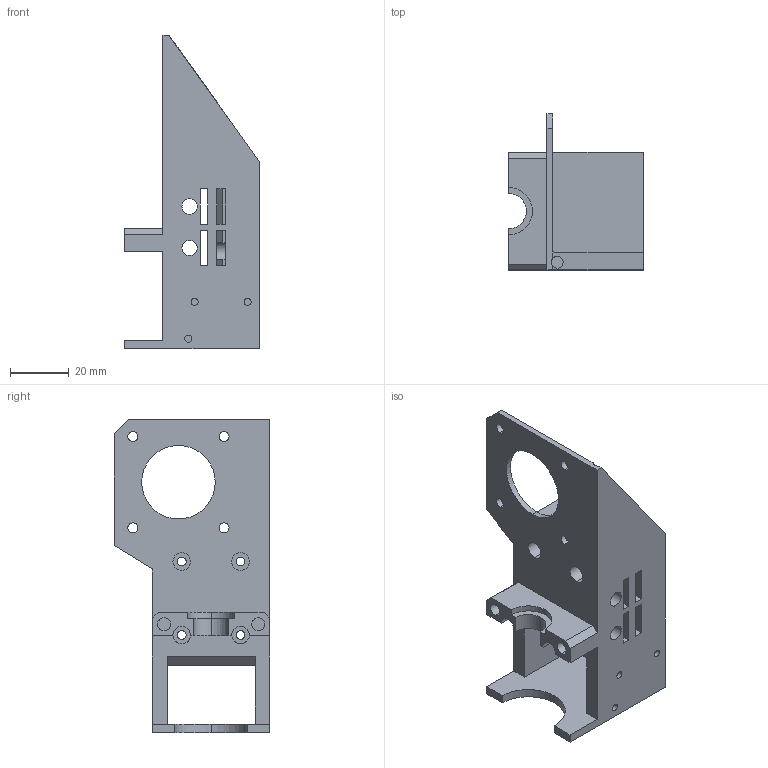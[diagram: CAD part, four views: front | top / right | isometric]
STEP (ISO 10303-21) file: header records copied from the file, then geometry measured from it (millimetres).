
FILE_DESCRIPTION (( 'STEP AP214' ), '1' );
FILE_NAME ('Main Carriage TITAN.STEP', '2020-06-19T23:52:53', ( '' ), ( '' ), 'SwSTEP 2.0', 'SolidWorks 2018', '' );
FILE_SCHEMA (( 'AUTOMOTIVE_DESIGN' ));
Length unit declared in the file: millimetre
Products named in the file (1): Main Carriage TITAN
Bounding box: 45.77 x 53 x 106.77 mm (x, y, z)
Volume: 60279 mm3; surface area: 27290.3 mm2
Topology: 1 solids, 1 shells, 128 faces, 372 edges, 247 vertices
Faces by surface type: plane 66, cylinder 62
Entity records: 4375 total; most frequent: CARTESIAN_POINT 766, DIRECTION 753, ORIENTED_EDGE 744, EDGE_CURVE 372, AXIS2_PLACEMENT_3D 258, VERTEX_POINT 247, LINE 237, VECTOR 237
